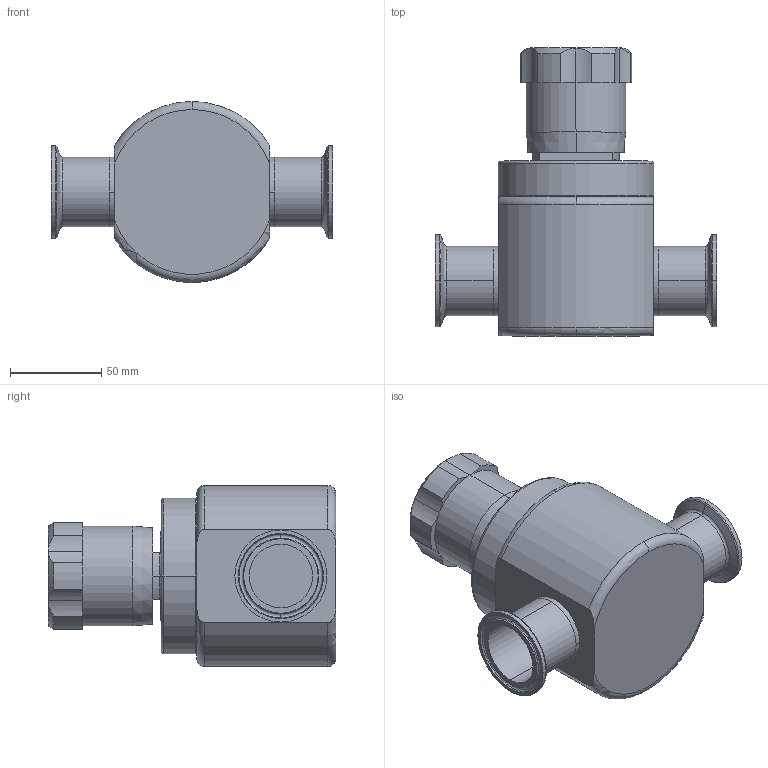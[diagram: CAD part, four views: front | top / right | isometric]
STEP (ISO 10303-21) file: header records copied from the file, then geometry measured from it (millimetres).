
FILE_DESCRIPTION (( 'STEP AP203' ), '1' );
FILE_NAME ('JSHM-150-TC.STEP', '2017-06-29T14:42:44', ( '' ), ( '' ), 'SwSTEP 2.0', 'SolidWorks 2014', '' );
FILE_SCHEMA (( 'CONFIG_CONTROL_DESIGN' ));
Length unit declared in the file: inch
Products named in the file (2): JSHM-150-TC
Bounding box: 153.92 x 157.48 x 99.06 mm (x, y, z)
Volume: 827222.3 mm3; surface area: 76467.1 mm2
Topology: 1 solids, 1 shells, 112 faces, 245 edges, 145 vertices
Faces by surface type: cylinder 46, plane 24, torus 22, cone 20
Entity records: 3495 total; most frequent: CARTESIAN_POINT 812, DIRECTION 598, ORIENTED_EDGE 490, AXIS2_PLACEMENT_3D 263, EDGE_CURVE 245, CIRCLE 149, VERTEX_POINT 145, EDGE_LOOP 122
